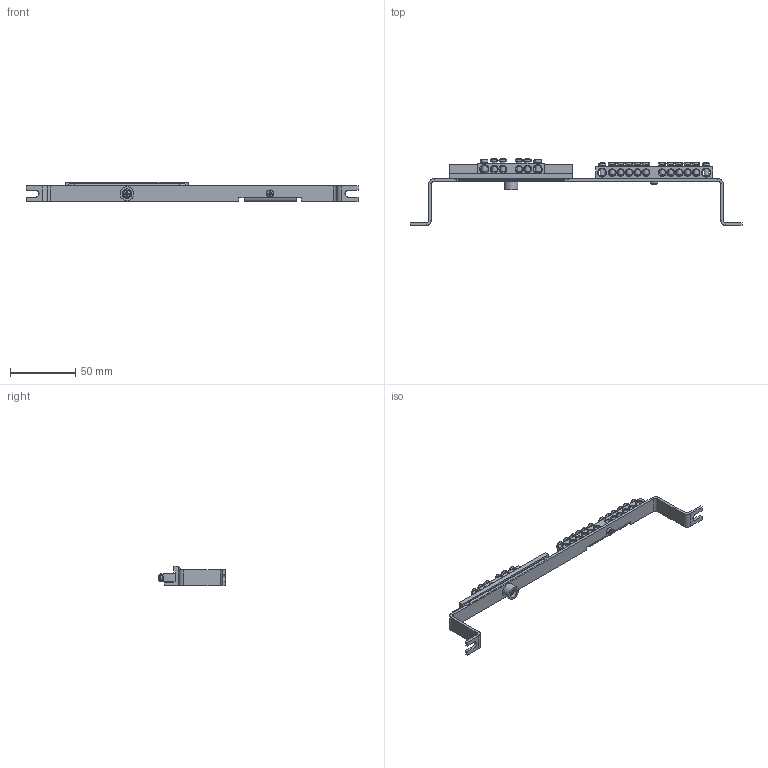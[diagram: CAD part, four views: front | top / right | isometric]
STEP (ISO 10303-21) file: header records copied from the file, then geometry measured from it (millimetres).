
FILE_DESCRIPTION(/* description */ (''),/* implementation_level */ '2;1');
FILE_NAME(/* name */ 'Шина N+PE 6х9-6_12 на скобе.stp',/* time_stamp */ '2021-04-12T22:13:59+03:00',/* author */ ('Admin'),/* organization */ (''),/* preprocessor_version */ 'ST-DEVELOPER v15.6',/* originating_system */ 'Autodesk Inventor 2015',/* authorisation */ '');
FILE_SCHEMA (('AUTOMOTIVE_DESIGN { 1 0 10303 214 3 1 1 }'));
Length unit declared in the file: millimetre
Products named in the file (10): 6х9-6_1; Винт M4x8; 6х9-12_1; Винт M4x10; Изолятор \X2\043F043B0430
; Изолятор \X2\044804300439
; Скоба; Шина N+PE на \X2\0441

Assembly tree (27 placements, depth 3):
  Шина N+PE на \X2\0441

    6х9-6_1
      6х9-6_1
      Винт M4x8  x6
    6х9-12_1
      6х9-12_1
      Винт M4x8  x12
    Винт M4x10  x2
    Изолятор \X2\043F043B0430

    Изолятор \X2\044804300439

    Скоба
Bounding box: 255 x 51.25 x 14.6 mm (x, y, z)
Volume: 21521.3 mm3; surface area: 24864.9 mm2
Topology: 25 solids, 25 shells, 674 faces, 1743 edges, 1142 vertices
Faces by surface type: plane 378, cone 96, cylinder 78, torus 62, sphere 40, bspline 20
Full cylindrical faces by diameter (mm): 3.242 x20, 3.9 x20, 4.3 x1, 5 x15, 6 x4, 6.35 x1, 6.8 x1, 7.2 x1, 7.4 x1, 10.6 x1
Entity records: 7393 total; most frequent: CARTESIAN_POINT 1861, DIRECTION 1130, ORIENTED_EDGE 904, AXIS2_PLACEMENT_3D 459, EDGE_CURVE 452, EDGE_LOOP 400, VERTEX_POINT 334, FACE_OUTER_BOUND 224
